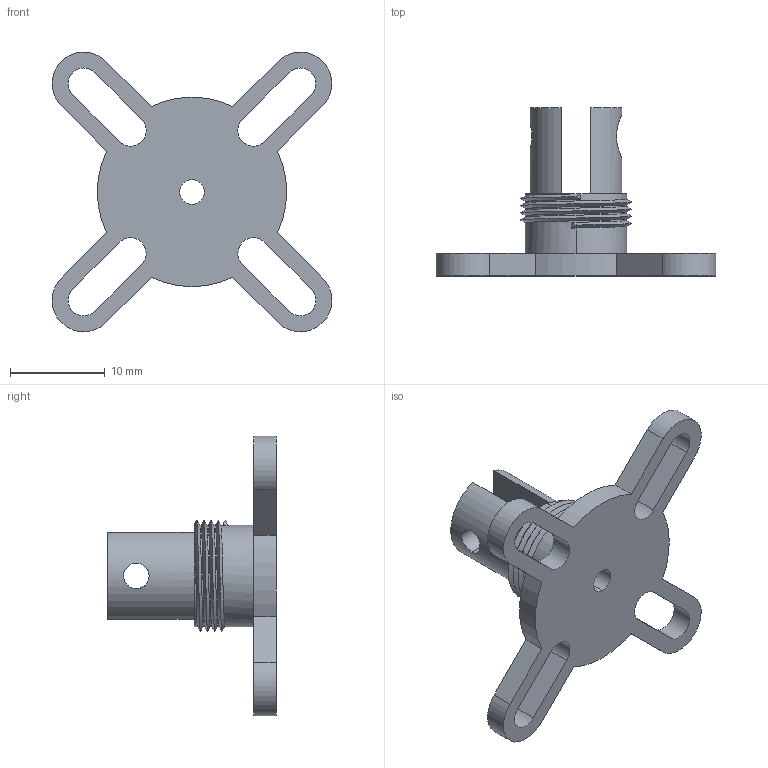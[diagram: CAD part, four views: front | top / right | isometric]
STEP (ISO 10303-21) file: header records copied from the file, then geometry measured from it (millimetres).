
FILE_DESCRIPTION (( 'STEP AP203' ), '1' );
FILE_NAME ('GPS base_Default_sldprt.STEP', '2024-01-25T07:27:58', ( '' ), ( '' ), 'SwSTEP 2.0', 'SolidWorks 2019', '' );
FILE_SCHEMA (( 'CONFIG_CONTROL_DESIGN' ));
Length unit declared in the file: metre
Products named in the file (1): GPS base_Default_sldprt
Bounding box: 29.51 x 17.77 x 29.51 mm (x, y, z)
Volume: 1909.7 mm3; surface area: 2185.6 mm2
Topology: 1 solids, 1 shells, 73 faces, 201 edges, 134 vertices
Faces by surface type: cylinder 43, plane 28, bspline 2
Entity records: 3116 total; most frequent: CARTESIAN_POINT 1162, ORIENTED_EDGE 402, DIRECTION 382, EDGE_CURVE 201, AXIS2_PLACEMENT_3D 138, VERTEX_POINT 134, LINE 106, VECTOR 106
